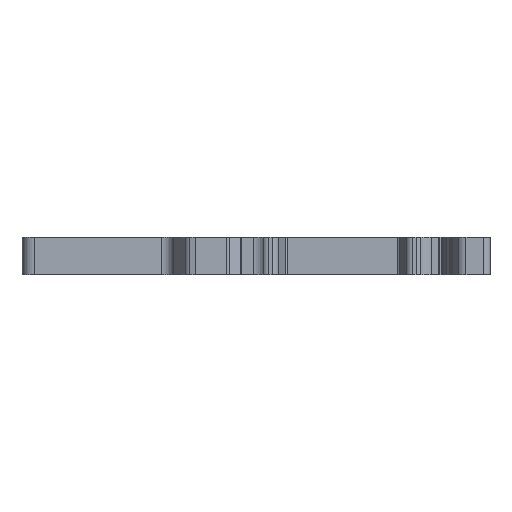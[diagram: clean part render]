
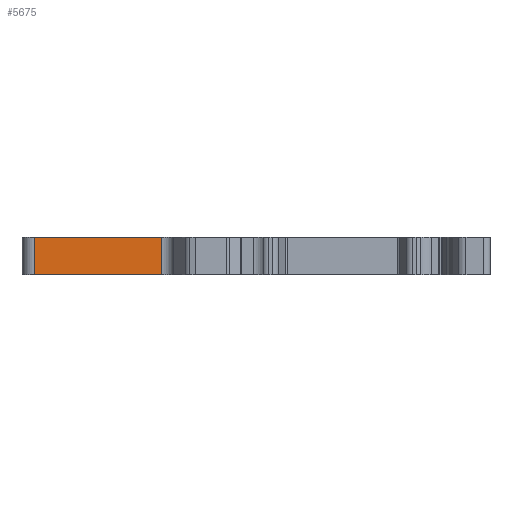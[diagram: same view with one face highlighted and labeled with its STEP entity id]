
A CAD part, front view. The second image highlights one B-rep face of the part: STEP entity #5675.
In plain terms, the highlighted planar face has unit normal (0, -1, 0).
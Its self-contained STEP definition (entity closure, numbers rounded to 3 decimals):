
#809 = VECTOR ( 'NONE', #6576, 1000. ) ;
#875 = LINE ( 'NONE', #3694, #6665 ) ;
#1131 = DIRECTION ( 'NONE',  ( 0., 0., -1. ) ) ;
#1300 = VERTEX_POINT ( 'NONE', #1671 ) ;
#1413 = DIRECTION ( 'NONE',  ( -1., 0., 0. ) ) ;
#1440 = PLANE ( 'NONE',  #3704 ) ;
#1625 = EDGE_CURVE ( 'NONE', #1838, #1300, #3862, .T. ) ;
#1671 = CARTESIAN_POINT ( 'NONE',  ( -48.768, -19.88, 0. ) ) ;
#1838 = VERTEX_POINT ( 'NONE', #5753 ) ;
#2031 = FACE_OUTER_BOUND ( 'NONE', #5085, .T. ) ;
#2486 = VERTEX_POINT ( 'NONE', #2547 ) ;
#2547 = CARTESIAN_POINT ( 'NONE',  ( -28.56, -19.88, 0. ) ) ;
#2646 = ORIENTED_EDGE ( 'NONE', *, *, #1625, .T. ) ;
#2678 = LINE ( 'NONE', #4536, #2846 ) ;
#2755 = EDGE_CURVE ( 'NONE', #2486, #1300, #6487, .T. ) ;
#2846 = VECTOR ( 'NONE', #1131, 1000. ) ;
#2939 = ORIENTED_EDGE ( 'NONE', *, *, #6925, .T. ) ;
#3166 = DIRECTION ( 'NONE',  ( 0., -1., 0. ) ) ;
#3357 = DIRECTION ( 'NONE',  ( -1., 0., 0. ) ) ;
#3694 = CARTESIAN_POINT ( 'NONE',  ( 0., -19.88, 6. ) ) ;
#3704 = AXIS2_PLACEMENT_3D ( 'NONE', #6471, #3166, #7026 ) ;
#3862 = LINE ( 'NONE', #4940, #809 ) ;
#3923 = CARTESIAN_POINT ( 'NONE',  ( 0., -19.88, 0. ) ) ;
#4536 = CARTESIAN_POINT ( 'NONE',  ( -28.56, -19.88, 6. ) ) ;
#4767 = ORIENTED_EDGE ( 'NONE', *, *, #7061, .F. ) ;
#4878 = VECTOR ( 'NONE', #3357, 1000. ) ;
#4940 = CARTESIAN_POINT ( 'NONE',  ( -48.768, -19.88, 6. ) ) ;
#5085 = EDGE_LOOP ( 'NONE', ( #6691, #4767, #2939, #2646 ) ) ;
#5675 = ADVANCED_FACE ( 'NONE', ( #2031 ), #1440, .T. ) ;
#5753 = CARTESIAN_POINT ( 'NONE',  ( -48.768, -19.88, 6. ) ) ;
#6471 = CARTESIAN_POINT ( 'NONE',  ( 0., -19.88, 6. ) ) ;
#6487 = LINE ( 'NONE', #3923, #4878 ) ;
#6576 = DIRECTION ( 'NONE',  ( 0., 0., -1. ) ) ;
#6665 = VECTOR ( 'NONE', #1413, 1000. ) ;
#6691 = ORIENTED_EDGE ( 'NONE', *, *, #2755, .F. ) ;
#6925 = EDGE_CURVE ( 'NONE', #6988, #1838, #875, .T. ) ;
#6988 = VERTEX_POINT ( 'NONE', #7076 ) ;
#7026 = DIRECTION ( 'NONE',  ( 1., 0., 0. ) ) ;
#7061 = EDGE_CURVE ( 'NONE', #6988, #2486, #2678, .T. ) ;
#7076 = CARTESIAN_POINT ( 'NONE',  ( -28.56, -19.88, 6. ) ) ;
